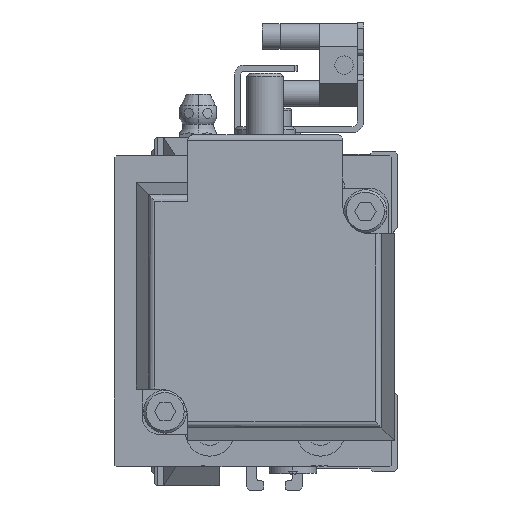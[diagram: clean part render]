
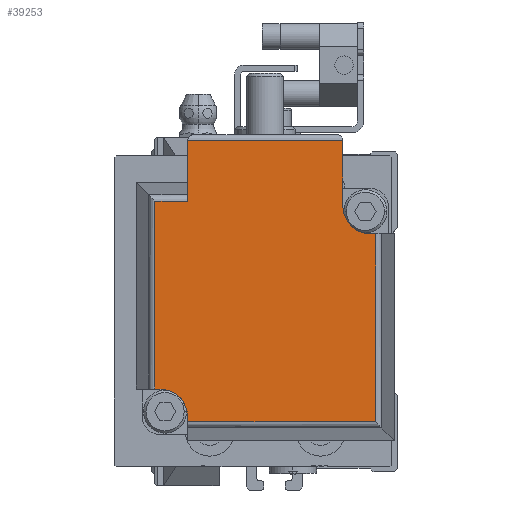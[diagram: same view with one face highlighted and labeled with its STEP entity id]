
A CAD part, left-side view. The second image highlights one B-rep face of the part: STEP entity #39253.
In plain terms, the highlighted face is planar.
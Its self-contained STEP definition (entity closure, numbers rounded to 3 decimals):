
#2 = VERTEX_POINT ( 'NONE', #21792 ) ;
#158 = VECTOR ( 'NONE', #13643, 1000. ) ;
#575 = VECTOR ( 'NONE', #11571, 1000. ) ;
#1336 = CARTESIAN_POINT ( 'NONE',  ( 27.7, 82.4, 12.6 ) ) ;
#1706 = VERTEX_POINT ( 'NONE', #10595 ) ;
#2348 = CARTESIAN_POINT ( 'NONE',  ( -17.1, 82.4, -17.1 ) ) ;
#3839 = DIRECTION ( 'NONE',  ( -1., 0., 0. ) ) ;
#4396 = CARTESIAN_POINT ( 'NONE',  ( 17.929, 82.4, 25. ) ) ;
#4820 = DIRECTION ( 'NONE',  ( 0., -1., 0. ) ) ;
#5254 = DIRECTION ( 'NONE',  ( -1., 0., 0. ) ) ;
#5891 = ORIENTED_EDGE ( 'NONE', *, *, #26142, .T. ) ;
#7196 = ORIENTED_EDGE ( 'NONE', *, *, #31192, .F. ) ;
#7241 = VECTOR ( 'NONE', #17113, 1000. ) ;
#7662 = VERTEX_POINT ( 'NONE', #37978 ) ;
#7735 = ORIENTED_EDGE ( 'NONE', *, *, #23708, .F. ) ;
#7795 = EDGE_CURVE ( 'NONE', #21271, #11405, #42195, .T. ) ;
#8202 = CARTESIAN_POINT ( 'NONE',  ( 27.7, 82.4, 12.6 ) ) ;
#8649 = DIRECTION ( 'NONE',  ( 0., 0., -1. ) ) ;
#8778 = ORIENTED_EDGE ( 'NONE', *, *, #38355, .T. ) ;
#9148 = ORIENTED_EDGE ( 'NONE', *, *, #40866, .T. ) ;
#10229 = LINE ( 'NONE', #17319, #7241 ) ;
#10454 = CARTESIAN_POINT ( 'NONE',  ( -12.6, 82.4, -17.1 ) ) ;
#10595 = CARTESIAN_POINT ( 'NONE',  ( 17.1, 82.4, 12.6 ) ) ;
#10802 = VECTOR ( 'NONE', #20699, 1000. ) ;
#11405 = VERTEX_POINT ( 'NONE', #34183 ) ;
#11505 = DIRECTION ( 'NONE',  ( 0., 0., -1. ) ) ;
#11571 = DIRECTION ( 'NONE',  ( -1., 0., 0. ) ) ;
#11712 = CARTESIAN_POINT ( 'NONE',  ( 25., 82.4, -17.929 ) ) ;
#12576 = ORIENTED_EDGE ( 'NONE', *, *, #33480, .F. ) ;
#13500 = VECTOR ( 'NONE', #8649, 1000. ) ;
#13643 = DIRECTION ( 'NONE',  ( 0., 0., -1. ) ) ;
#13754 = VECTOR ( 'NONE', #18564, 1000. ) ;
#13930 = CARTESIAN_POINT ( 'NONE',  ( 17.1, 82.4, 17.1 ) ) ;
#14515 = LINE ( 'NONE', #41216, #158 ) ;
#16746 = EDGE_LOOP ( 'NONE', ( #34007, #5891, #26775, #43319, #20820, #19702, #9148, #12576, #8778, #7735, #7196, #20462 ) ) ;
#16962 = VERTEX_POINT ( 'NONE', #40044 ) ;
#17038 = DIRECTION ( 'NONE',  ( 0., 1., 0. ) ) ;
#17113 = DIRECTION ( 'NONE',  ( 0., 0., -1. ) ) ;
#17319 = CARTESIAN_POINT ( 'NONE',  ( -17.929, 82.4, 25. ) ) ;
#18564 = DIRECTION ( 'NONE',  ( 1., 0., 0. ) ) ;
#18782 = DIRECTION ( 'NONE',  ( 0., 0., -1. ) ) ;
#19018 = CARTESIAN_POINT ( 'NONE',  ( 17.929, 82.4, 12.6 ) ) ;
#19519 = EDGE_CURVE ( 'NONE', #39962, #32505, #38693, .T. ) ;
#19702 = ORIENTED_EDGE ( 'NONE', *, *, #7795, .T. ) ;
#20462 = ORIENTED_EDGE ( 'NONE', *, *, #40470, .T. ) ;
#20480 = LINE ( 'NONE', #34087, #10802 ) ;
#20507 = LINE ( 'NONE', #34548, #25161 ) ;
#20699 = DIRECTION ( 'NONE',  ( 0., 0., 1. ) ) ;
#20820 = ORIENTED_EDGE ( 'NONE', *, *, #39167, .T. ) ;
#21271 = VERTEX_POINT ( 'NONE', #24388 ) ;
#21792 = CARTESIAN_POINT ( 'NONE',  ( -17.1, 82.4, -12.6 ) ) ;
#21957 = FACE_OUTER_BOUND ( 'NONE', #16746, .T. ) ;
#22373 = DIRECTION ( 'NONE',  ( 0., 1., 0. ) ) ;
#22387 = LINE ( 'NONE', #19018, #13754 ) ;
#22474 = CARTESIAN_POINT ( 'NONE',  ( 17.929, 82.4, -12.6 ) ) ;
#22747 = AXIS2_PLACEMENT_3D ( 'NONE', #31989, #4820, #11505 ) ;
#23708 = EDGE_CURVE ( 'NONE', #35734, #16962, #10229, .T. ) ;
#24388 = CARTESIAN_POINT ( 'NONE',  ( 17.929, 82.4, -17.929 ) ) ;
#24414 = CARTESIAN_POINT ( 'NONE',  ( 12.6, 82.4, 17.929 ) ) ;
#24496 = DIRECTION ( 'NONE',  ( -1., 0., 0. ) ) ;
#25161 = VECTOR ( 'NONE', #24496, 1000. ) ;
#25362 = CARTESIAN_POINT ( 'NONE',  ( 25., 82.4, 17.929 ) ) ;
#26142 = EDGE_CURVE ( 'NONE', #1706, #39962, #22387, .T. ) ;
#26775 = ORIENTED_EDGE ( 'NONE', *, *, #19519, .T. ) ;
#26871 = EDGE_CURVE ( 'NONE', #32505, #43292, #20507, .T. ) ;
#26995 = LINE ( 'NONE', #27652, #34067 ) ;
#27652 = CARTESIAN_POINT ( 'NONE',  ( 17.929, 82.4, -12.6 ) ) ;
#28619 = VECTOR ( 'NONE', #5254, 1000. ) ;
#29912 = VERTEX_POINT ( 'NONE', #24414 ) ;
#30093 = EDGE_CURVE ( 'NONE', #1706, #7662, #38206, .T. ) ;
#30207 = DIRECTION ( 'NONE',  ( 0., 0., -1. ) ) ;
#31192 = EDGE_CURVE ( 'NONE', #29912, #35734, #32506, .T. ) ;
#31989 = CARTESIAN_POINT ( 'NONE',  ( 17.929, 82.4, 25. ) ) ;
#32505 = VERTEX_POINT ( 'NONE', #42052 ) ;
#32506 = LINE ( 'NONE', #25362, #575 ) ;
#33480 = EDGE_CURVE ( 'NONE', #2, #39719, #43341, .T. ) ;
#34007 = ORIENTED_EDGE ( 'NONE', *, *, #30093, .F. ) ;
#34067 = VECTOR ( 'NONE', #3839, 1000. ) ;
#34087 = CARTESIAN_POINT ( 'NONE',  ( -12.6, 82.4, 25. ) ) ;
#34183 = CARTESIAN_POINT ( 'NONE',  ( -12.6, 82.4, -17.929 ) ) ;
#34548 = CARTESIAN_POINT ( 'NONE',  ( 27.7, 82.4, -12.6 ) ) ;
#35333 = PLANE ( 'NONE',  #22747 ) ;
#35734 = VERTEX_POINT ( 'NONE', #41126 ) ;
#36252 = VECTOR ( 'NONE', #38427, 1000. ) ;
#36257 = AXIS2_PLACEMENT_3D ( 'NONE', #2348, #22373, #18782 ) ;
#37978 = CARTESIAN_POINT ( 'NONE',  ( 12.6, 82.4, 17.1 ) ) ;
#38206 = CIRCLE ( 'NONE', #43890, 4.5 ) ;
#38355 = EDGE_CURVE ( 'NONE', #2, #16962, #26995, .T. ) ;
#38427 = DIRECTION ( 'NONE',  ( 0., 0., -1. ) ) ;
#38693 = LINE ( 'NONE', #8202, #13500 ) ;
#38850 = LINE ( 'NONE', #4396, #36252 ) ;
#39167 = EDGE_CURVE ( 'NONE', #43292, #21271, #38850, .T. ) ;
#39253 = ADVANCED_FACE ( 'NONE', ( #21957 ), #35333, .F. ) ;
#39719 = VERTEX_POINT ( 'NONE', #10454 ) ;
#39962 = VERTEX_POINT ( 'NONE', #1336 ) ;
#40044 = CARTESIAN_POINT ( 'NONE',  ( -17.929, 82.4, -12.6 ) ) ;
#40470 = EDGE_CURVE ( 'NONE', #29912, #7662, #14515, .T. ) ;
#40866 = EDGE_CURVE ( 'NONE', #11405, #39719, #20480, .T. ) ;
#41126 = CARTESIAN_POINT ( 'NONE',  ( -17.929, 82.4, 17.929 ) ) ;
#41216 = CARTESIAN_POINT ( 'NONE',  ( 12.6, 82.4, 25. ) ) ;
#42052 = CARTESIAN_POINT ( 'NONE',  ( 27.7, 82.4, -12.6 ) ) ;
#42195 = LINE ( 'NONE', #11712, #28619 ) ;
#43292 = VERTEX_POINT ( 'NONE', #22474 ) ;
#43319 = ORIENTED_EDGE ( 'NONE', *, *, #26871, .T. ) ;
#43341 = CIRCLE ( 'NONE', #36257, 4.5 ) ;
#43890 = AXIS2_PLACEMENT_3D ( 'NONE', #13930, #17038, #30207 ) ;
